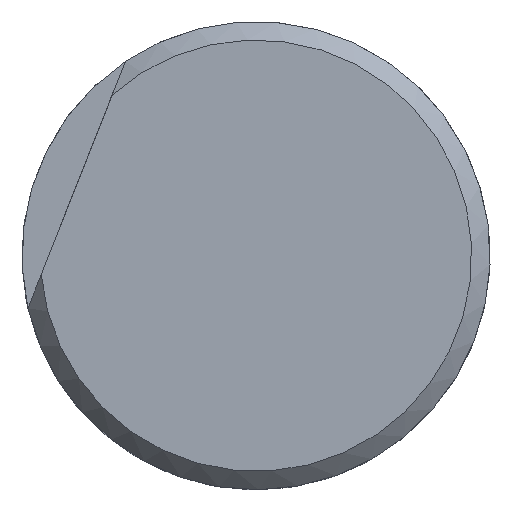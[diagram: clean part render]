
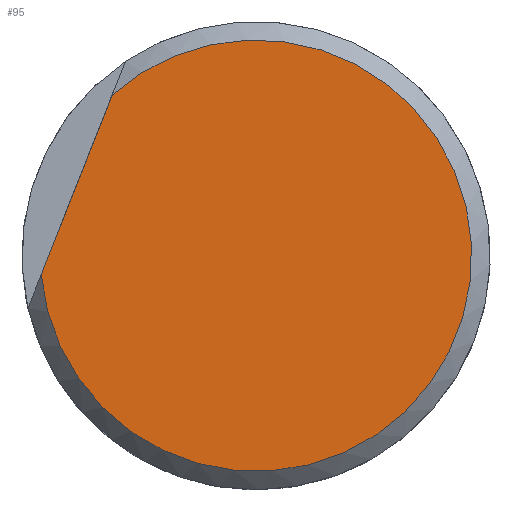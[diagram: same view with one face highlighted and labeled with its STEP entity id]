
A CAD part, left-side view. The second image highlights one B-rep face of the part: STEP entity #95.
In plain terms, the highlighted planar face has unit normal (-1, 0, 0).
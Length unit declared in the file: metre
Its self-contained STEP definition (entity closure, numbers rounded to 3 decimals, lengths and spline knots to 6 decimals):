
#19=LINE('',#169,#23);
#23=VECTOR('',#135,1.);
#33=ORIENTED_EDGE('',*,*,#51,.F.);
#34=ORIENTED_EDGE('',*,*,#54,.T.);
#51=EDGE_CURVE('',#61,#62,#19,.T.);
#54=EDGE_CURVE('',#61,#62,#67,.T.);
#61=VERTEX_POINT('',#168);
#62=VERTEX_POINT('',#170);
#67=CIRCLE('',#117,0.002925);
#73=EDGE_LOOP('',(#33,#34));
#82=FACE_BOUND('',#73,.T.);
#91=PLANE('',#116);
#95=ADVANCED_FACE('',(#82),#91,.F.);
#116=AXIS2_PLACEMENT_3D('',#177,#137,#138);
#117=AXIS2_PLACEMENT_3D('',#178,#139,#140);
#135=DIRECTION('',(0.,-0.367,0.93));
#137=DIRECTION('',(1.,0.,0.));
#138=DIRECTION('',(0.,0.367,-0.93));
#139=DIRECTION('',(-1.,0.,0.));
#140=DIRECTION('',(0.,0.367,-0.93));
#168=CARTESIAN_POINT('',(-0.052908,-0.009287,-0.02113));
#169=CARTESIAN_POINT('',(-0.052908,-0.009107,-0.021586));
#170=CARTESIAN_POINT('',(-0.052908,-0.010249,-0.018693));
#177=CARTESIAN_POINT('',(-0.052908,-0.0122,-0.020872));
#178=CARTESIAN_POINT('',(-0.052908,-0.0122,-0.020872));
